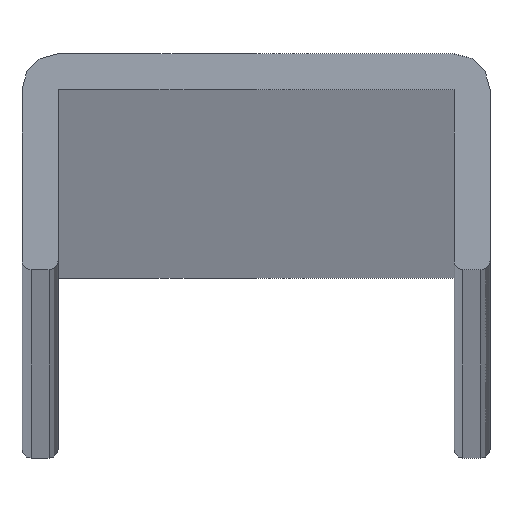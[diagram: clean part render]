
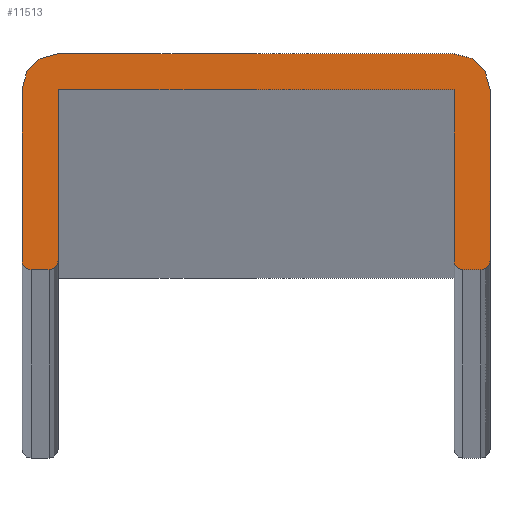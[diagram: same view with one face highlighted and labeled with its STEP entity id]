
A CAD part, top view. The second image highlights one B-rep face of the part: STEP entity #11513.
In plain terms, the highlighted planar face has unit normal (0, 0, 1).
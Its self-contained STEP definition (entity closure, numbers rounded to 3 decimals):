
#41 = CARTESIAN_POINT ( 'NONE',  ( 11., 10., 3000. ) ) ;
#104 = CIRCLE ( 'NONE', #9412, 2. ) ;
#147 = EDGE_CURVE ( 'NONE', #12990, #7847, #11555, .T. ) ;
#160 = EDGE_LOOP ( 'NONE', ( #6831, #10649, #12929, #11120, #7386, #2836, #7873, #4740, #2194, #2201, #10843, #9023, #2362, #9730 ) ) ;
#288 = DIRECTION ( 'NONE',  ( 1., 0., 0. ) ) ;
#683 = PLANE ( 'NONE',  #15505 ) ;
#721 = VERTEX_POINT ( 'NONE', #8321 ) ;
#767 = LINE ( 'NONE', #15841, #13115 ) ;
#922 = VECTOR ( 'NONE', #4022, 1000. ) ;
#1187 = CARTESIAN_POINT ( 'NONE',  ( 11.5, 0.5, 3000. ) ) ;
#1231 = AXIS2_PLACEMENT_3D ( 'NONE', #11080, #11137, #5933 ) ;
#1451 = DIRECTION ( 'NONE',  ( 0., -1., 0. ) ) ;
#1502 = CARTESIAN_POINT ( 'NONE',  ( -11., 12., 3000. ) ) ;
#1512 = EDGE_CURVE ( 'NONE', #2452, #9471, #767, .T. ) ;
#1530 = DIRECTION ( 'NONE',  ( 1., 0., 0. ) ) ;
#1719 = EDGE_CURVE ( 'NONE', #11676, #3185, #14542, .T. ) ;
#1857 = CARTESIAN_POINT ( 'NONE',  ( 11., 10., 3000. ) ) ;
#1865 = VECTOR ( 'NONE', #5499, 1000. ) ;
#2194 = ORIENTED_EDGE ( 'NONE', *, *, #147, .T. ) ;
#2201 = ORIENTED_EDGE ( 'NONE', *, *, #12747, .F. ) ;
#2278 = VECTOR ( 'NONE', #5621, 1000. ) ;
#2320 = CARTESIAN_POINT ( 'NONE',  ( -12.5, 0., 3000. ) ) ;
#2362 = ORIENTED_EDGE ( 'NONE', *, *, #15973, .F. ) ;
#2452 = VERTEX_POINT ( 'NONE', #11925 ) ;
#2478 = CARTESIAN_POINT ( 'NONE',  ( 11., 12., 3000. ) ) ;
#2664 = AXIS2_PLACEMENT_3D ( 'NONE', #9196, #10516, #1530 ) ;
#2771 = DIRECTION ( 'NONE',  ( -1., 0., 0. ) ) ;
#2836 = ORIENTED_EDGE ( 'NONE', *, *, #3905, .T. ) ;
#2958 = CARTESIAN_POINT ( 'NONE',  ( 13., 10., 3000. ) ) ;
#3044 = DIRECTION ( 'NONE',  ( 1., 0., 0. ) ) ;
#3099 = DIRECTION ( 'NONE',  ( 1., 0., 0. ) ) ;
#3185 = VERTEX_POINT ( 'NONE', #15523 ) ;
#3617 = CARTESIAN_POINT ( 'NONE',  ( 13., 10., 3000. ) ) ;
#3905 = EDGE_CURVE ( 'NONE', #9658, #2452, #8686, .T. ) ;
#3908 = AXIS2_PLACEMENT_3D ( 'NONE', #1187, #8810, #15325 ) ;
#4022 = DIRECTION ( 'NONE',  ( -1., 0., 0. ) ) ;
#4070 = LINE ( 'NONE', #6846, #2278 ) ;
#4217 = CARTESIAN_POINT ( 'NONE',  ( -11., 0.5, 3000. ) ) ;
#4740 = ORIENTED_EDGE ( 'NONE', *, *, #7823, .T. ) ;
#4765 = CARTESIAN_POINT ( 'NONE',  ( 12.5, 0., 3000. ) ) ;
#5191 = CARTESIAN_POINT ( 'NONE',  ( 11.5, 0., 3000. ) ) ;
#5340 = CARTESIAN_POINT ( 'NONE',  ( -13., 10., 3000. ) ) ;
#5453 = CARTESIAN_POINT ( 'NONE',  ( -11., 12., 3000. ) ) ;
#5499 = DIRECTION ( 'NONE',  ( 0., 1., 0. ) ) ;
#5621 = DIRECTION ( 'NONE',  ( 1., 0., 0. ) ) ;
#5674 = EDGE_CURVE ( 'NONE', #8954, #3185, #9047, .T. ) ;
#5795 = DIRECTION ( 'NONE',  ( 0., 0., 1. ) ) ;
#5856 = VERTEX_POINT ( 'NONE', #5340 ) ;
#5933 = DIRECTION ( 'NONE',  ( 1., 0., 0. ) ) ;
#6469 = VECTOR ( 'NONE', #12834, 1000. ) ;
#6661 = VERTEX_POINT ( 'NONE', #12961 ) ;
#6674 = LINE ( 'NONE', #5453, #12447 ) ;
#6758 = VERTEX_POINT ( 'NONE', #1502 ) ;
#6831 = ORIENTED_EDGE ( 'NONE', *, *, #15401, .T. ) ;
#6846 = CARTESIAN_POINT ( 'NONE',  ( -12.5, 0., 3000. ) ) ;
#7386 = ORIENTED_EDGE ( 'NONE', *, *, #10316, .T. ) ;
#7823 = EDGE_CURVE ( 'NONE', #9471, #12990, #10636, .T. ) ;
#7847 = VERTEX_POINT ( 'NONE', #5191 ) ;
#7873 = ORIENTED_EDGE ( 'NONE', *, *, #1512, .T. ) ;
#8321 = CARTESIAN_POINT ( 'NONE',  ( -13., 0.5, 3000. ) ) ;
#8386 = DIRECTION ( 'NONE',  ( 1., 0., 0. ) ) ;
#8686 = LINE ( 'NONE', #4217, #1865 ) ;
#8810 = DIRECTION ( 'NONE',  ( 0., 0., 1. ) ) ;
#8954 = VERTEX_POINT ( 'NONE', #4765 ) ;
#9023 = ORIENTED_EDGE ( 'NONE', *, *, #1719, .F. ) ;
#9047 = CIRCLE ( 'NONE', #1231, 0.5 ) ;
#9084 = DIRECTION ( 'NONE',  ( 0., 0., -1. ) ) ;
#9196 = CARTESIAN_POINT ( 'NONE',  ( -12.5, 0.5, 3000. ) ) ;
#9286 = CIRCLE ( 'NONE', #15522, 2. ) ;
#9412 = AXIS2_PLACEMENT_3D ( 'NONE', #12199, #16018, #8386 ) ;
#9438 = EDGE_CURVE ( 'NONE', #13781, #6661, #4070, .T. ) ;
#9471 = VERTEX_POINT ( 'NONE', #1857 ) ;
#9490 = EDGE_CURVE ( 'NONE', #6758, #9748, #6674, .T. ) ;
#9631 = CARTESIAN_POINT ( 'NONE',  ( -13., 0.5, 3000. ) ) ;
#9658 = VERTEX_POINT ( 'NONE', #9865 ) ;
#9730 = ORIENTED_EDGE ( 'NONE', *, *, #9490, .F. ) ;
#9748 = VERTEX_POINT ( 'NONE', #2478 ) ;
#9865 = CARTESIAN_POINT ( 'NONE',  ( -11., 0.5, 3000. ) ) ;
#10150 = LINE ( 'NONE', #9631, #16527 ) ;
#10316 = EDGE_CURVE ( 'NONE', #6661, #9658, #14409, .T. ) ;
#10456 = CARTESIAN_POINT ( 'NONE',  ( -11.5, 0.5, 3000. ) ) ;
#10516 = DIRECTION ( 'NONE',  ( 0., 0., 1. ) ) ;
#10517 = CIRCLE ( 'NONE', #2664, 0.5 ) ;
#10636 = LINE ( 'NONE', #41, #6469 ) ;
#10649 = ORIENTED_EDGE ( 'NONE', *, *, #11553, .F. ) ;
#10843 = ORIENTED_EDGE ( 'NONE', *, *, #5674, .T. ) ;
#11080 = CARTESIAN_POINT ( 'NONE',  ( 12.5, 0.5, 3000. ) ) ;
#11120 = ORIENTED_EDGE ( 'NONE', *, *, #9438, .T. ) ;
#11137 = DIRECTION ( 'NONE',  ( 0., 0., 1. ) ) ;
#11300 = CARTESIAN_POINT ( 'NONE',  ( 11., 0.5, 3000. ) ) ;
#11502 = CARTESIAN_POINT ( 'NONE',  ( 11., 10., 3000. ) ) ;
#11513 = ADVANCED_FACE ( 'NONE', ( #14317 ), #683, .T. ) ;
#11553 = EDGE_CURVE ( 'NONE', #721, #5856, #10150, .T. ) ;
#11555 = CIRCLE ( 'NONE', #3908, 0.5 ) ;
#11565 = CARTESIAN_POINT ( 'NONE',  ( 12.5, 0., 3000. ) ) ;
#11676 = VERTEX_POINT ( 'NONE', #3617 ) ;
#11705 = DIRECTION ( 'NONE',  ( 0., 0., 1. ) ) ;
#11925 = CARTESIAN_POINT ( 'NONE',  ( -11., 10., 3000. ) ) ;
#12199 = CARTESIAN_POINT ( 'NONE',  ( -11., 10., 3000. ) ) ;
#12249 = DIRECTION ( 'NONE',  ( 1., 0., 0. ) ) ;
#12444 = EDGE_CURVE ( 'NONE', #721, #13781, #10517, .T. ) ;
#12447 = VECTOR ( 'NONE', #3044, 1000. ) ;
#12747 = EDGE_CURVE ( 'NONE', #8954, #7847, #15119, .T. ) ;
#12834 = DIRECTION ( 'NONE',  ( 0., -1., 0. ) ) ;
#12929 = ORIENTED_EDGE ( 'NONE', *, *, #12444, .T. ) ;
#12961 = CARTESIAN_POINT ( 'NONE',  ( -11.5, 0., 3000. ) ) ;
#12990 = VERTEX_POINT ( 'NONE', #11300 ) ;
#13115 = VECTOR ( 'NONE', #12249, 1000. ) ;
#13292 = AXIS2_PLACEMENT_3D ( 'NONE', #10456, #11705, #288 ) ;
#13374 = CARTESIAN_POINT ( 'NONE',  ( -11., 10., 3000. ) ) ;
#13781 = VERTEX_POINT ( 'NONE', #2320 ) ;
#14317 = FACE_OUTER_BOUND ( 'NONE', #160, .T. ) ;
#14409 = CIRCLE ( 'NONE', #13292, 0.5 ) ;
#14542 = LINE ( 'NONE', #2958, #15359 ) ;
#15119 = LINE ( 'NONE', #11565, #922 ) ;
#15325 = DIRECTION ( 'NONE',  ( 1., 0., 0. ) ) ;
#15359 = VECTOR ( 'NONE', #1451, 1000. ) ;
#15401 = EDGE_CURVE ( 'NONE', #6758, #5856, #104, .T. ) ;
#15505 = AXIS2_PLACEMENT_3D ( 'NONE', #13374, #5795, #3099 ) ;
#15522 = AXIS2_PLACEMENT_3D ( 'NONE', #11502, #9084, #2771 ) ;
#15523 = CARTESIAN_POINT ( 'NONE',  ( 13., 0.5, 3000. ) ) ;
#15598 = DIRECTION ( 'NONE',  ( 0., 1., 0. ) ) ;
#15841 = CARTESIAN_POINT ( 'NONE',  ( -11., 10., 3000. ) ) ;
#15973 = EDGE_CURVE ( 'NONE', #9748, #11676, #9286, .T. ) ;
#16018 = DIRECTION ( 'NONE',  ( 0., 0., 1. ) ) ;
#16527 = VECTOR ( 'NONE', #15598, 1000. ) ;
